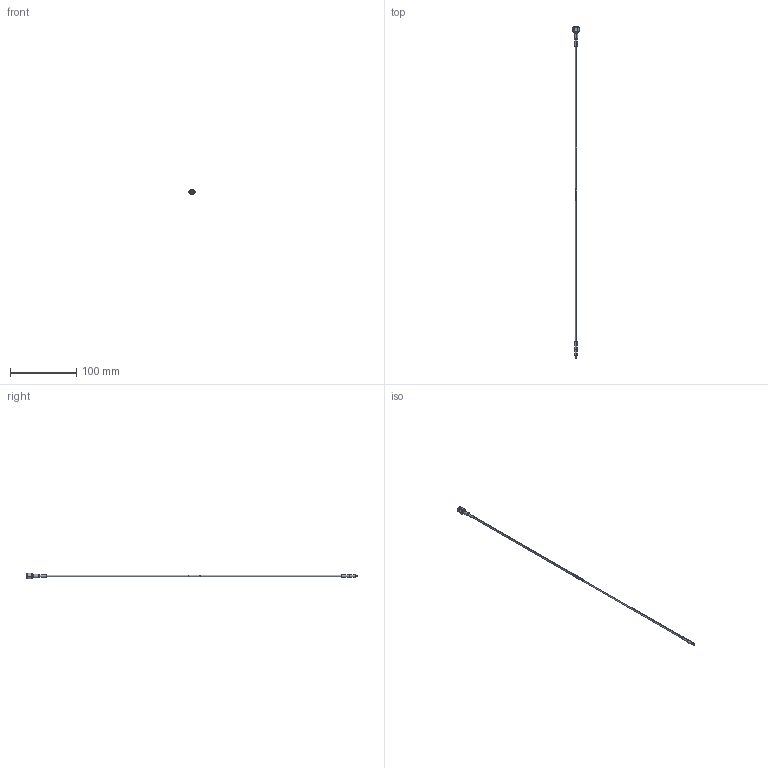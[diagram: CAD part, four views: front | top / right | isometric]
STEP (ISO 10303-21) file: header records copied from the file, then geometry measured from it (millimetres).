
FILE_DESCRIPTION (( 'STEP AP203' ), '1' );
FILE_NAME ('INGUN_SE-FLX405-50SMPMFG050SMAMG.STEP', '2022-07-19T08:02:44', ( 'ochi' ), ( '' ), 'SwSTEP 2.0', 'SolidWorks 2018', '' );
FILE_SCHEMA (( 'CONFIG_CONTROL_DESIGN' ));
Length unit declared in the file: millimetre
Products named in the file (1): INGUN_SE-FLX405-50SMPMFG050SMAMG
Bounding box: 9.24 x 500 x 8 mm (x, y, z)
Volume: 3268.4 mm3; surface area: 4667.7 mm2
Topology: 1 solids, 1 shells, 213 faces, 557 edges, 361 vertices
Faces by surface type: plane 84, cylinder 68, cone 25, bspline 24, torus 12
Entity records: 8178 total; most frequent: CARTESIAN_POINT 2892, ORIENTED_EDGE 1114, DIRECTION 1074, EDGE_CURVE 557, AXIS2_PLACEMENT_3D 414, VERTEX_POINT 361, LINE 246, VECTOR 246
